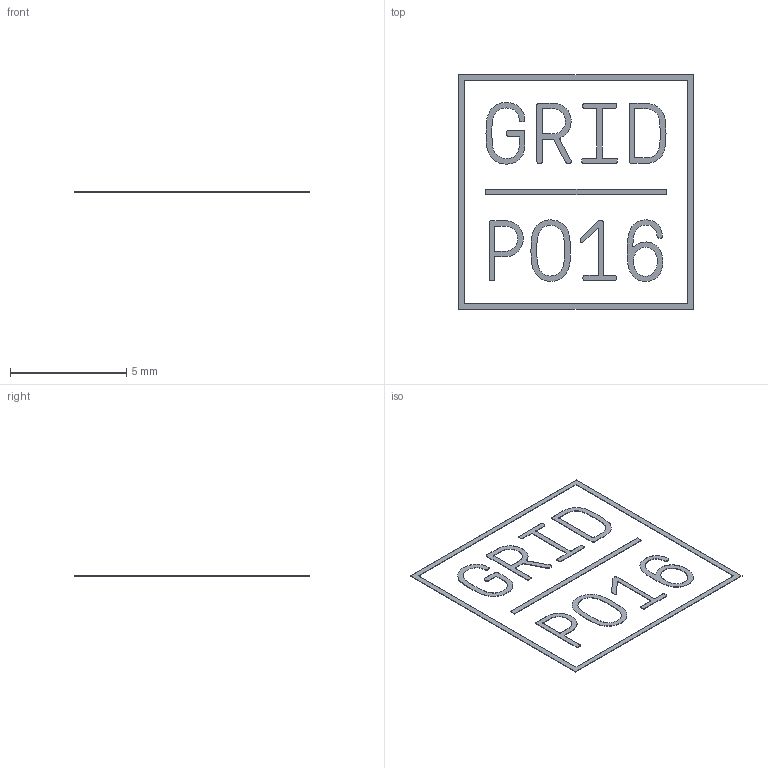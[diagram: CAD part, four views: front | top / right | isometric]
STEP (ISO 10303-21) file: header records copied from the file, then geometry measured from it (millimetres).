
FILE_DESCRIPTION(('FreeCAD Model'),'2;1');
FILE_NAME('logo.step', '2019-06-11T21:36:53',('Author'),(''), 'Open CASCADE STEP processor 7.2','FreeCAD','Unknown');
FILE_SCHEMA(('AUTOMOTIVE_DESIGN { 1 0 10303 214 1 1 1 1 }'));
Length unit declared in the file: millimetre
Products named in the file (1): Extrude002
Bounding box: 10.1 x 10.1 x 0.02 mm (x, y, z)
Volume: 0.5 mm3; surface area: 50.7 mm2
Topology: 10 solids, 10 shells, 200 faces, 540 edges, 360 vertices
Faces by surface type: bspline 200
Entity records: 13728 total; most frequent: CARTESIAN_POINT 6477, B_SPLINE_CURVE_WITH_KNOTS 1620, ORIENTED_EDGE 1080, PCURVE 1080, DEFINITIONAL_REPRESENTATION 1080, EDGE_CURVE 540, SURFACE_CURVE 540, VERTEX_POINT 360
